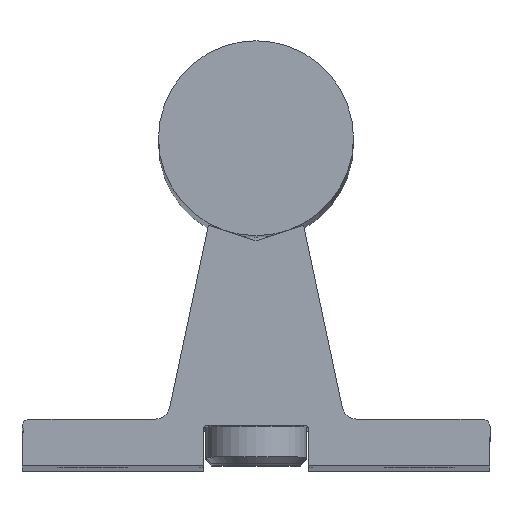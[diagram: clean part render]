
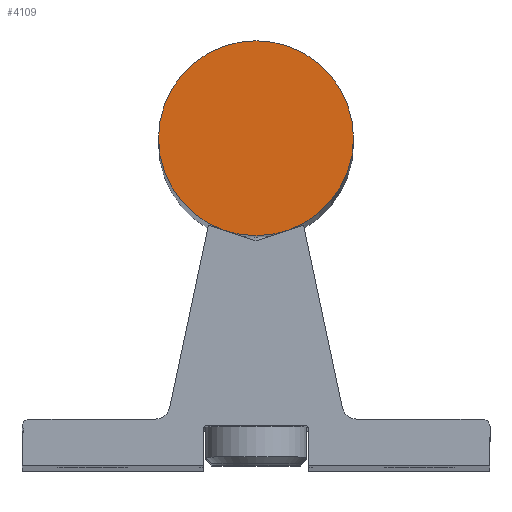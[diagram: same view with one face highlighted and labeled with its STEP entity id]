
A CAD part, top view. The second image highlights one B-rep face of the part: STEP entity #4109.
In plain terms, the highlighted planar face has unit normal (0, 0, 1).
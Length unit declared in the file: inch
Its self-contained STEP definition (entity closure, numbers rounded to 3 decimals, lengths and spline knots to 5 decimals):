
#47 = CARTESIAN_POINT ( 'NONE',  ( 0., 1.65354, 0. ) ) ;
#528 = DIRECTION ( 'NONE',  ( 1., 0., 0. ) ) ;
#1029 = CARTESIAN_POINT ( 'NONE',  ( 0., 1.65354, 0. ) ) ;
#1145 = CARTESIAN_POINT ( 'NONE',  ( -0.49213, 1.65354, 0. ) ) ;
#1214 = EDGE_LOOP ( 'NONE', ( #5898, #5116 ) ) ;
#1554 = CARTESIAN_POINT ( 'NONE',  ( 0., 1.65354, 0. ) ) ;
#1877 = DIRECTION ( 'NONE',  ( 1., 0., 0. ) ) ;
#1931 = DIRECTION ( 'NONE',  ( 0., 0., 1. ) ) ;
#2187 = AXIS2_PLACEMENT_3D ( 'NONE', #47, #4940, #528 ) ;
#2438 = CARTESIAN_POINT ( 'NONE',  ( 0.49213, 1.65354, 0. ) ) ;
#2477 = FACE_OUTER_BOUND ( 'NONE', #1214, .T. ) ;
#2619 = VERTEX_POINT ( 'NONE', #2438 ) ;
#2646 = VERTEX_POINT ( 'NONE', #1145 ) ;
#2795 = CIRCLE ( 'NONE', #4902, 0.49213 ) ;
#2853 = EDGE_CURVE ( 'NONE', #2619, #2646, #5023, .T. ) ;
#3790 = AXIS2_PLACEMENT_3D ( 'NONE', #1029, #1931, #1877 ) ;
#3899 = EDGE_CURVE ( 'NONE', #2646, #2619, #2795, .T. ) ;
#3952 = DIRECTION ( 'NONE',  ( 0., 0., 1. ) ) ;
#4000 = PLANE ( 'NONE',  #2187 ) ;
#4109 = ADVANCED_FACE ( 'NONE', ( #2477 ), #4000, .T. ) ;
#4902 = AXIS2_PLACEMENT_3D ( 'NONE', #1554, #3952, #5377 ) ;
#4940 = DIRECTION ( 'NONE',  ( 0., 0., 1. ) ) ;
#5023 = CIRCLE ( 'NONE', #3790, 0.49213 ) ;
#5116 = ORIENTED_EDGE ( 'NONE', *, *, #3899, .T. ) ;
#5377 = DIRECTION ( 'NONE',  ( 1., 0., 0. ) ) ;
#5898 = ORIENTED_EDGE ( 'NONE', *, *, #2853, .T. ) ;
